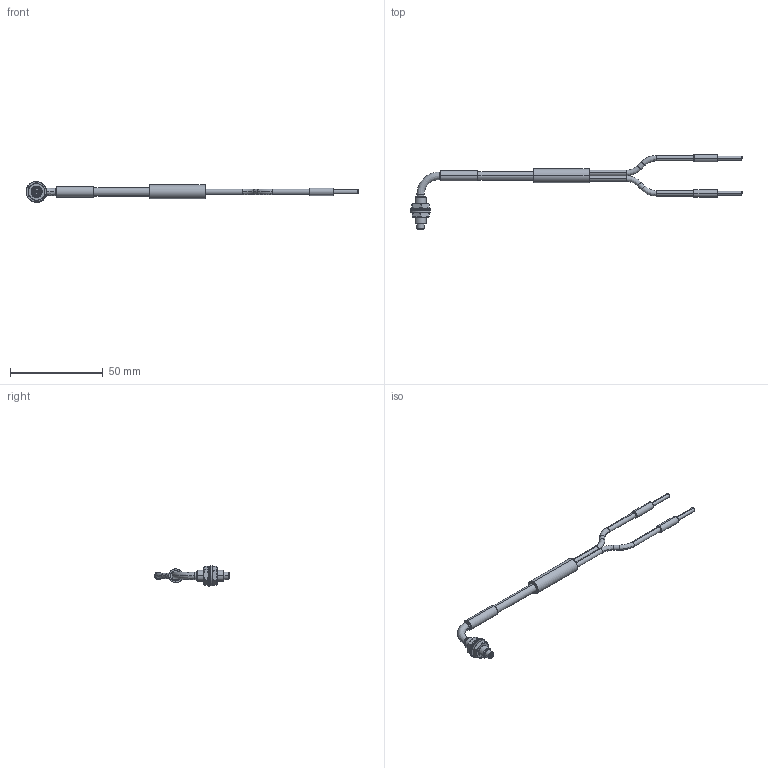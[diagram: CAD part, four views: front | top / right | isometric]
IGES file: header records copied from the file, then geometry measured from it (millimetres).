
Start section: SolidWorks IGES file using analytic representation for surfaces
Global section: file name: GPF-D015-350-2.0L.IGS; native system: SolidWorks 2018; preprocessor: SolidWorks 2018; author: LTW; date: 171118.064340; units: millimetre
Bounding box: 179.31 x 40.49 x 11.23 mm (x, y, z)
Surface area: 4545.6 mm2 (no closed solid volume)
Topology: 0 solids, 0 shells, 130 faces, 2152 edges, 2152 vertices
Faces by surface type: revolution 78, bspline 52
